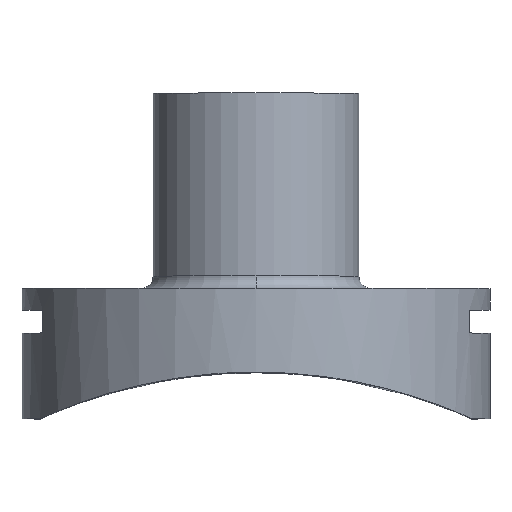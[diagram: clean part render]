
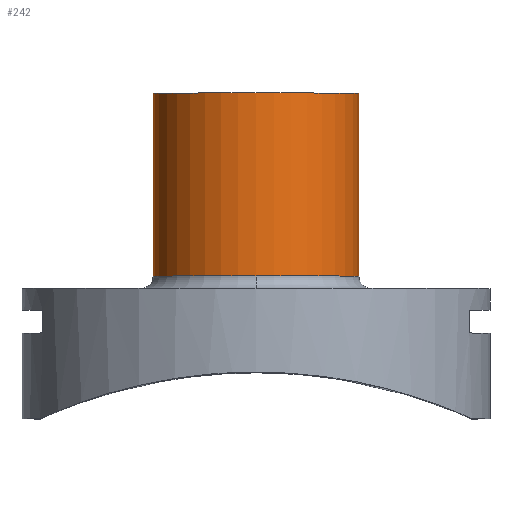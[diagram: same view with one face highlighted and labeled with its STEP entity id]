
A CAD part, top view. The second image highlights one B-rep face of the part: STEP entity #242.
In plain terms, the highlighted cylindrical face has radius 55 mm (diameter 110 mm), a partial arc.
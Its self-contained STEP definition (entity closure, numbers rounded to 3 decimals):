
#220 = EDGE_CURVE( '', #298, #422, #606, .T. );
#242 = ADVANCED_FACE( '', ( #629 ), #630, .T. );
#282 = VERTEX_POINT( '', #671 );
#298 = VERTEX_POINT( '', #689 );
#374 = EDGE_CURVE( '', #282, #512, #776, .T. );
#380 = EDGE_CURVE( '', #512, #392, #783, .T. );
#392 = VERTEX_POINT( '', #797 );
#400 = EDGE_CURVE( '', #282, #298, #807, .T. );
#422 = VERTEX_POINT( '', #832 );
#440 = EDGE_CURVE( '', #422, #392, #850, .T. );
#512 = VERTEX_POINT( '', #930 );
#606 = CIRCLE( '', #1030, 55. );
#629 = FACE_OUTER_BOUND( '', #1059, .T. );
#630 = CYLINDRICAL_SURFACE( '', #1060, 55. );
#671 = CARTESIAN_POINT( '', ( 55., 76.267, 0. ) );
#689 = CARTESIAN_POINT( '', ( 55., 174., 0. ) );
#776 = CIRCLE( '', #1349, 55. );
#783 = CIRCLE( '', #1357, 55. );
#797 = CARTESIAN_POINT( '', ( -55., 76.267, 0. ) );
#807 = LINE( '', #1419, #1420 );
#832 = CARTESIAN_POINT( '', ( -55., 174., 0. ) );
#850 = LINE( '', #1509, #1510 );
#930 = CARTESIAN_POINT( '', ( 0., 76.267, 55. ) );
#1030 = AXIS2_PLACEMENT_3D( '', #1828, #1829, #1830 );
#1059 = EDGE_LOOP( '', ( #1852, #1853, #1854, #1855, #1856 ) );
#1060 = AXIS2_PLACEMENT_3D( '', #1857, #1858, #1859 );
#1349 = AXIS2_PLACEMENT_3D( '', #2039, #2040, #2041 );
#1357 = AXIS2_PLACEMENT_3D( '', #2048, #2049, #2050 );
#1419 = CARTESIAN_POINT( '', ( 55., 125.133, 0. ) );
#1420 = VECTOR( '', #2082, 1. );
#1509 = CARTESIAN_POINT( '', ( -55., 125.133, 0. ) );
#1510 = VECTOR( '', #2121, 1. );
#1828 = CARTESIAN_POINT( '', ( 0., 174., 0. ) );
#1829 = DIRECTION( '', ( 0., -1., 0. ) );
#1830 = DIRECTION( '', ( -1., 0., 0. ) );
#1852 = ORIENTED_EDGE( '', *, *, #440, .T. );
#1853 = ORIENTED_EDGE( '', *, *, #380, .F. );
#1854 = ORIENTED_EDGE( '', *, *, #374, .F. );
#1855 = ORIENTED_EDGE( '', *, *, #400, .T. );
#1856 = ORIENTED_EDGE( '', *, *, #220, .T. );
#1857 = CARTESIAN_POINT( '', ( 0., 125.133, 0. ) );
#1858 = DIRECTION( '', ( 0., 1., 0. ) );
#1859 = DIRECTION( '', ( -1., 0., 0. ) );
#2039 = CARTESIAN_POINT( '', ( 0., 76.267, 0. ) );
#2040 = DIRECTION( '', ( 0., -1., 0. ) );
#2041 = DIRECTION( '', ( -1., 0., 0. ) );
#2048 = CARTESIAN_POINT( '', ( 0., 76.267, 0. ) );
#2049 = DIRECTION( '', ( 0., -1., 0. ) );
#2050 = DIRECTION( '', ( -1., 0., 0. ) );
#2082 = DIRECTION( '', ( 0., 1., 0. ) );
#2121 = DIRECTION( '', ( 0., -1., 0. ) );
